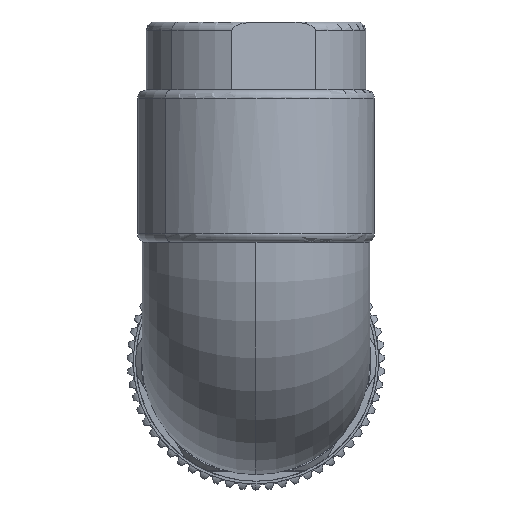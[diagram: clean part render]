
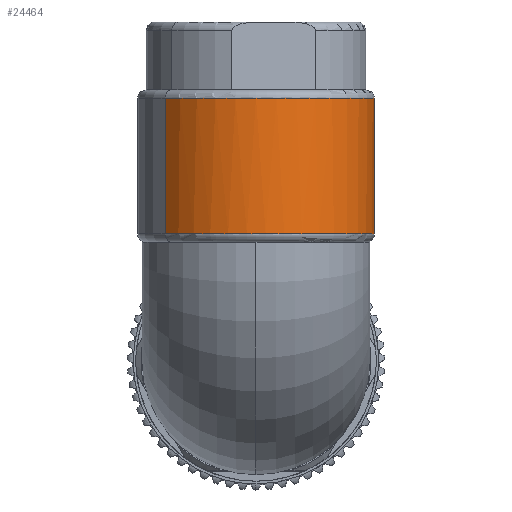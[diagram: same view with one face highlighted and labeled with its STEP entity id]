
A CAD part, top view. The second image highlights one B-rep face of the part: STEP entity #24464.
In plain terms, the highlighted cylindrical face has radius 7 mm (diameter 14 mm), a partial arc.
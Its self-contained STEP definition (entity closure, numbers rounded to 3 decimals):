
#24376=AXIS2_PLACEMENT_3D('Circle Axis2P3D',#24374,#24375,$) ;
#24425=AXIS2_PLACEMENT_3D('Cylinder Axis2P3D',#24422,#24423,#24424) ;
#24364=CARTESIAN_POINT('Vertex',(9.198,19.337,31.135)) ;
#24371=CARTESIAN_POINT('Vertex',(-1.527,19.337,40.135)) ;
#24374=CARTESIAN_POINT('Axis2P3D Location',(3.835,19.337,35.635)) ;
#24422=CARTESIAN_POINT('Axis2P3D Location',(3.835,22.537,35.635)) ;
#24427=CARTESIAN_POINT('Line Origine',(9.198,22.537,31.135)) ;
#24431=CARTESIAN_POINT('Vertex',(9.198,11.331,31.135)) ;
#24434=CARTESIAN_POINT('Line Origine',(-1.527,22.537,40.135)) ;
#24438=CARTESIAN_POINT('Vertex',(-1.527,11.331,40.135)) ;
#24442=CARTESIAN_POINT('Control Point',(-1.527,11.331,40.135)) ;
#24443=CARTESIAN_POINT('Control Point',(-0.82,11.331,40.977)) ;
#24444=CARTESIAN_POINT('Control Point',(0.052,11.331,41.68)) ;
#24445=CARTESIAN_POINT('Control Point',(1.053,11.331,42.202)) ;
#24446=CARTESIAN_POINT('Control Point',(3.206,11.331,42.823)) ;
#24447=CARTESIAN_POINT('Control Point',(5.435,11.331,42.585)) ;
#24448=CARTESIAN_POINT('Control Point',(6.511,11.331,42.245)) ;
#24449=CARTESIAN_POINT('Control Point',(8.474,11.331,41.163)) ;
#24450=CARTESIAN_POINT('Control Point',(9.881,11.331,39.418)) ;
#24451=CARTESIAN_POINT('Control Point',(10.402,11.331,38.417)) ;
#24452=CARTESIAN_POINT('Control Point',(11.024,11.331,36.264)) ;
#24453=CARTESIAN_POINT('Control Point',(10.785,11.331,34.036)) ;
#24454=CARTESIAN_POINT('Control Point',(10.446,11.331,32.959)) ;
#24455=CARTESIAN_POINT('Control Point',(9.904,11.331,31.978)) ;
#24456=CARTESIAN_POINT('Control Point',(9.198,11.331,31.135)) ;
#24375=DIRECTION('Axis2P3D Direction',(0.,1.,0.)) ;
#24423=DIRECTION('Axis2P3D Direction',(0.,-1.,0.)) ;
#24424=DIRECTION('Axis2P3D XDirection',(0.766,0.,-0.643)) ;
#24428=DIRECTION('Vector Direction',(0.,-1.,0.)) ;
#24435=DIRECTION('Vector Direction',(0.,-1.,0.)) ;
#24429=VECTOR('Line Direction',#24428,1.) ;
#24436=VECTOR('Line Direction',#24435,1.) ;
#24459=ORIENTED_EDGE('',*,*,#24433,.F.) ;
#24460=ORIENTED_EDGE('',*,*,#24378,.T.) ;
#24461=ORIENTED_EDGE('',*,*,#24440,.F.) ;
#24462=ORIENTED_EDGE('',*,*,#24457,.T.) ;
#24464=ADVANCED_FACE('koes2D1C3D2Fmzw7.1\\MANIFOLD_SOLID_BREP #916',(#24463),#24426,.T.) ;
#24441=B_SPLINE_CURVE_WITH_KNOTS('',5,(#24442,#24443,#24444,#24445,#24446,#24447,#24448,#24449,#24450,#24451,#24452,#24453,#24454,#24455,#24456),.UNSPECIFIED.,.F.,.U.,(6,3,3,3,6),(-10.996,-5.498,0.,5.498,10.996),.UNSPECIFIED.) ;
#24377=CIRCLE('generated circle',#24376,7.) ;
#24426=CYLINDRICAL_SURFACE('generated cylinder',#24425,7.) ;
#24378=EDGE_CURVE('',#24365,#24372,#24377,.F.) ;
#24433=EDGE_CURVE('',#24365,#24432,#24430,.T.) ;
#24440=EDGE_CURVE('',#24439,#24372,#24437,.F.) ;
#24457=EDGE_CURVE('',#24439,#24432,#24441,.T.) ;
#24458=EDGE_LOOP('',(#24459,#24460,#24461,#24462)) ;
#24463=FACE_OUTER_BOUND('',#24458,.T.) ;
#24430=LINE('Line',#24427,#24429) ;
#24437=LINE('Line',#24434,#24436) ;
#24365=VERTEX_POINT('',#24364) ;
#24372=VERTEX_POINT('',#24371) ;
#24432=VERTEX_POINT('',#24431) ;
#24439=VERTEX_POINT('',#24438) ;
